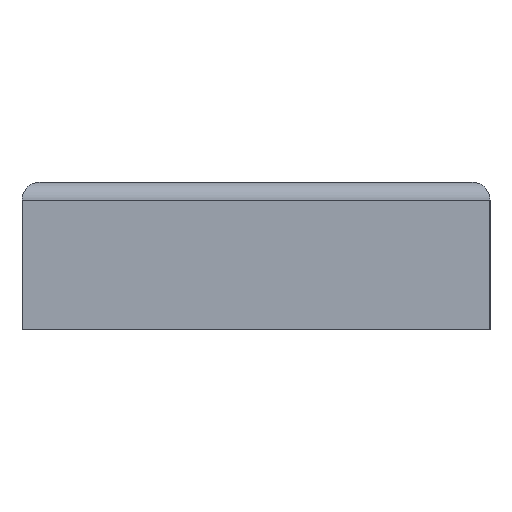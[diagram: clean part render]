
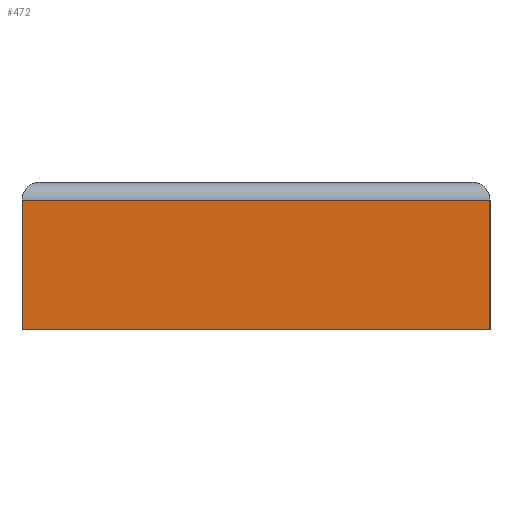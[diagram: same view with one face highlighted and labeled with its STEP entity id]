
A CAD part, left-side view. The second image highlights one B-rep face of the part: STEP entity #472.
In plain terms, the highlighted planar face has unit normal (-1, 0, 0).
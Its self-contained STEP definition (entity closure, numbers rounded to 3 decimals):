
#50=PLANE('',#519);
#75=FACE_OUTER_BOUND('',#108,.T.);
#108=EDGE_LOOP('',(#414,#415,#416,#417));
#139=LINE('',#711,#181);
#145=LINE('',#726,#187);
#159=LINE('',#754,#201);
#167=LINE('',#781,#209);
#181=VECTOR('',#577,10.);
#187=VECTOR('',#593,10.);
#201=VECTOR('',#617,10.);
#209=VECTOR('',#651,10.);
#228=VERTEX_POINT('',#703);
#230=VERTEX_POINT('',#709);
#234=VERTEX_POINT('',#725);
#243=VERTEX_POINT('',#753);
#276=EDGE_CURVE('',#230,#228,#139,.T.);
#283=EDGE_CURVE('',#228,#234,#145,.T.);
#297=EDGE_CURVE('',#234,#243,#159,.T.);
#311=EDGE_CURVE('',#243,#230,#167,.T.);
#414=ORIENTED_EDGE('',*,*,#276,.F.);
#415=ORIENTED_EDGE('',*,*,#311,.F.);
#416=ORIENTED_EDGE('',*,*,#297,.F.);
#417=ORIENTED_EDGE('',*,*,#283,.F.);
#472=ADVANCED_FACE('',(#75),#50,.T.);
#519=AXIS2_PLACEMENT_3D('',#780,#649,#650);
#577=DIRECTION('',(0.,-1.,0.));
#593=DIRECTION('',(0.,0.,-1.));
#617=DIRECTION('',(0.,1.,0.));
#649=DIRECTION('center_axis',(-1.,0.,0.));
#650=DIRECTION('ref_axis',(0.,-1.,0.));
#651=DIRECTION('',(0.,0.,1.));
#703=CARTESIAN_POINT('',(-38.5,-12.,7.16));
#709=CARTESIAN_POINT('',(-38.5,14.,7.16));
#711=CARTESIAN_POINT('',(-38.5,7.5,7.16));
#725=CARTESIAN_POINT('',(-38.5,-12.,-0.04));
#726=CARTESIAN_POINT('',(-38.5,-12.,6.66));
#753=CARTESIAN_POINT('',(-38.5,14.,-0.04));
#754=CARTESIAN_POINT('',(-38.5,14.,-0.04));
#780=CARTESIAN_POINT('Origin',(-38.5,14.,6.66));
#781=CARTESIAN_POINT('',(-38.5,14.,6.66));
